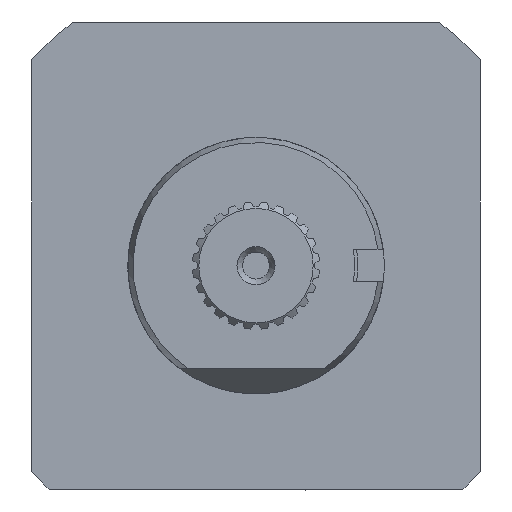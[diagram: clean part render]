
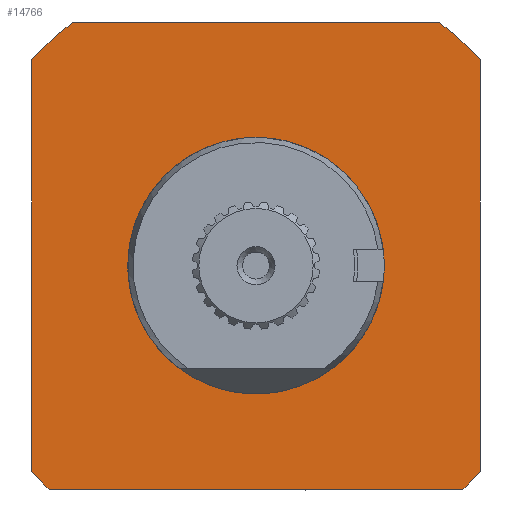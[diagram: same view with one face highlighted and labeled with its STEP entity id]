
A CAD part, front view. The second image highlights one B-rep face of the part: STEP entity #14766.
In plain terms, the highlighted planar face has unit normal (0, -1, 0).
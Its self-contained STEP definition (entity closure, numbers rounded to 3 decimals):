
#288 = EDGE_CURVE ( 'NONE', #4905, #18038, #8447, .T. ) ;
#1468 = DIRECTION ( 'NONE',  ( 0., 1., 0. ) ) ;
#1981 = DIRECTION ( 'NONE',  ( 0., 1., 0. ) ) ;
#3007 = EDGE_CURVE ( 'NONE', #23100, #28869, #21748, .T. ) ;
#3134 = VECTOR ( 'NONE', #19963, 1000. ) ;
#3520 = CARTESIAN_POINT ( 'NONE',  ( 28.5, 0., 38. ) ) ;
#3546 = AXIS2_PLACEMENT_3D ( 'NONE', #10952, #1981, #4386 ) ;
#3590 = AXIS2_PLACEMENT_3D ( 'NONE', #5712, #28267, #21632 ) ;
#3721 = ORIENTED_EDGE ( 'NONE', *, *, #9233, .F. ) ;
#4022 = PLANE ( 'NONE',  #12168 ) ;
#4253 = CARTESIAN_POINT ( 'NONE',  ( 0., 0., 38. ) ) ;
#4386 = DIRECTION ( 'NONE',  ( -1., 0., 0. ) ) ;
#4417 = DIRECTION ( 'NONE',  ( -1., 0., 0. ) ) ;
#4905 = VERTEX_POINT ( 'NONE', #3520 ) ;
#5480 = VERTEX_POINT ( 'NONE', #5651 ) ;
#5551 = CARTESIAN_POINT ( 'NONE',  ( -35., 0., 75. ) ) ;
#5628 = DIRECTION ( 'NONE',  ( -1., 0., 0. ) ) ;
#5631 = CARTESIAN_POINT ( 'NONE',  ( 0., 0., 0. ) ) ;
#5651 = CARTESIAN_POINT ( 'NONE',  ( -28.5, 0., 38. ) ) ;
#5712 = CARTESIAN_POINT ( 'NONE',  ( 0., 0., 0. ) ) ;
#6117 = CARTESIAN_POINT ( 'NONE',  ( 35., 0., 75. ) ) ;
#6522 = CIRCLE ( 'NONE', #29387, 47.5 ) ;
#7048 = CARTESIAN_POINT ( 'NONE',  ( 35., 0., 32.113 ) ) ;
#8016 = EDGE_CURVE ( 'NONE', #18038, #15131, #25557, .T. ) ;
#8165 = CARTESIAN_POINT ( 'NONE',  ( -35., 0., -32.113 ) ) ;
#8406 = EDGE_CURVE ( 'NONE', #17779, #8858, #10863, .T. ) ;
#8447 = CIRCLE ( 'NONE', #25680, 47.5 ) ;
#8719 = VECTOR ( 'NONE', #28693, 1000. ) ;
#8858 = VERTEX_POINT ( 'NONE', #10150 ) ;
#9196 = DIRECTION ( 'NONE',  ( -1., 0., 0. ) ) ;
#9233 = EDGE_CURVE ( 'NONE', #28869, #17779, #6522, .T. ) ;
#9417 = VERTEX_POINT ( 'NONE', #15024 ) ;
#9742 = EDGE_LOOP ( 'NONE', ( #24874, #18484, #3721, #27791, #25690, #12615, #14999, #10157 ) ) ;
#10106 = CARTESIAN_POINT ( 'NONE',  ( 0., 0., 0. ) ) ;
#10150 = CARTESIAN_POINT ( 'NONE',  ( -35., 0., 32.113 ) ) ;
#10157 = ORIENTED_EDGE ( 'NONE', *, *, #24719, .F. ) ;
#10863 = LINE ( 'NONE', #5551, #8719 ) ;
#10952 = CARTESIAN_POINT ( 'NONE',  ( 0., 0., 0. ) ) ;
#11084 = DIRECTION ( 'NONE',  ( 0., 1., 0. ) ) ;
#12066 = CARTESIAN_POINT ( 'NONE',  ( 32.113, 0., -35. ) ) ;
#12168 = AXIS2_PLACEMENT_3D ( 'NONE', #24661, #11084, #4417 ) ;
#12615 = ORIENTED_EDGE ( 'NONE', *, *, #8016, .F. ) ;
#14646 = CARTESIAN_POINT ( 'NONE',  ( 35., 0., -32.113 ) ) ;
#14766 = ADVANCED_FACE ( 'NONE', ( #27993, #26251 ), #4022, .F. ) ;
#14999 = ORIENTED_EDGE ( 'NONE', *, *, #288, .F. ) ;
#15024 = CARTESIAN_POINT ( 'NONE',  ( 20., 0., 0. ) ) ;
#15104 = CARTESIAN_POINT ( 'NONE',  ( 0., 0., 0. ) ) ;
#15131 = VERTEX_POINT ( 'NONE', #14646 ) ;
#15201 = CIRCLE ( 'NONE', #3546, 47.5 ) ;
#15783 = CIRCLE ( 'NONE', #3590, 20. ) ;
#16792 = CIRCLE ( 'NONE', #28709, 47.5 ) ;
#17779 = VERTEX_POINT ( 'NONE', #8165 ) ;
#17815 = EDGE_CURVE ( 'NONE', #15131, #23100, #16792, .T. ) ;
#18038 = VERTEX_POINT ( 'NONE', #7048 ) ;
#18484 = ORIENTED_EDGE ( 'NONE', *, *, #8406, .F. ) ;
#18647 = CARTESIAN_POINT ( 'NONE',  ( -32.113, 0., -35. ) ) ;
#18837 = DIRECTION ( 'NONE',  ( -1., 0., 0. ) ) ;
#19622 = EDGE_CURVE ( 'NONE', #8858, #5480, #15201, .T. ) ;
#19818 = DIRECTION ( 'NONE',  ( 0., 0., -1. ) ) ;
#19963 = DIRECTION ( 'NONE',  ( 1., 0., 0. ) ) ;
#20451 = CARTESIAN_POINT ( 'NONE',  ( 0., 0., -35. ) ) ;
#21152 = EDGE_CURVE ( 'NONE', #9417, #9417, #15783, .T. ) ;
#21632 = DIRECTION ( 'NONE',  ( 1., 0., 0. ) ) ;
#21748 = LINE ( 'NONE', #20451, #28905 ) ;
#22124 = EDGE_LOOP ( 'NONE', ( #24138 ) ) ;
#23100 = VERTEX_POINT ( 'NONE', #12066 ) ;
#23759 = VECTOR ( 'NONE', #19818, 1000. ) ;
#24138 = ORIENTED_EDGE ( 'NONE', *, *, #21152, .F. ) ;
#24661 = CARTESIAN_POINT ( 'NONE',  ( 0., 0., 75. ) ) ;
#24719 = EDGE_CURVE ( 'NONE', #5480, #4905, #26013, .T. ) ;
#24874 = ORIENTED_EDGE ( 'NONE', *, *, #19622, .F. ) ;
#25557 = LINE ( 'NONE', #6117, #23759 ) ;
#25680 = AXIS2_PLACEMENT_3D ( 'NONE', #10106, #26111, #5628 ) ;
#25690 = ORIENTED_EDGE ( 'NONE', *, *, #17815, .F. ) ;
#25818 = DIRECTION ( 'NONE',  ( 0., 1., 0. ) ) ;
#26013 = LINE ( 'NONE', #4253, #3134 ) ;
#26111 = DIRECTION ( 'NONE',  ( 0., 1., 0. ) ) ;
#26251 = FACE_BOUND ( 'NONE', #22124, .T. ) ;
#26828 = DIRECTION ( 'NONE',  ( -1., 0., 0. ) ) ;
#27791 = ORIENTED_EDGE ( 'NONE', *, *, #3007, .F. ) ;
#27993 = FACE_OUTER_BOUND ( 'NONE', #9742, .T. ) ;
#28267 = DIRECTION ( 'NONE',  ( 0., -1., 0. ) ) ;
#28693 = DIRECTION ( 'NONE',  ( 0., 0., 1. ) ) ;
#28709 = AXIS2_PLACEMENT_3D ( 'NONE', #15104, #1468, #26828 ) ;
#28869 = VERTEX_POINT ( 'NONE', #18647 ) ;
#28905 = VECTOR ( 'NONE', #9196, 1000. ) ;
#29387 = AXIS2_PLACEMENT_3D ( 'NONE', #5631, #25818, #18837 ) ;
